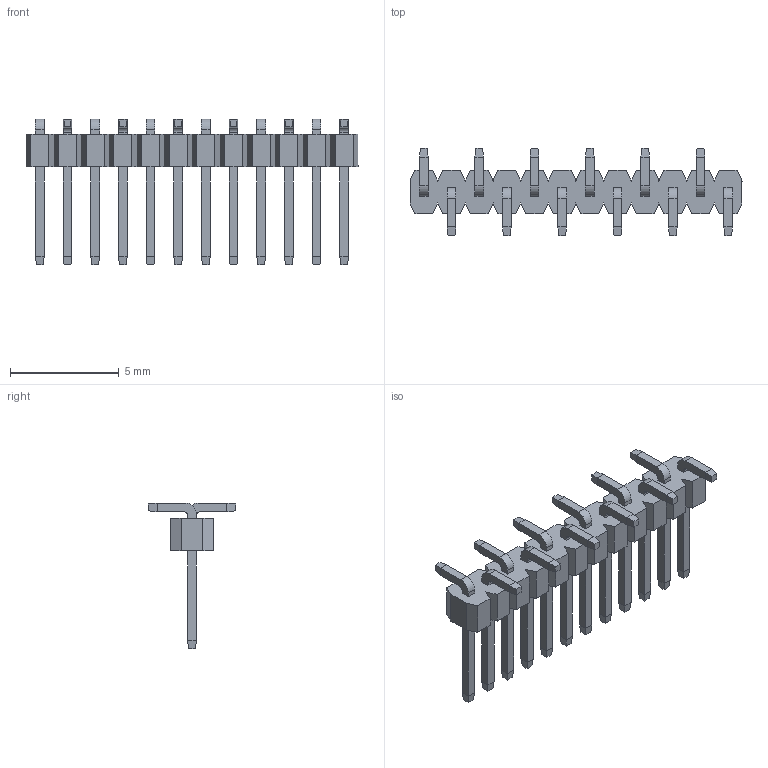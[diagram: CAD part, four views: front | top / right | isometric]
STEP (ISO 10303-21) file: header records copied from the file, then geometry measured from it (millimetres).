
FILE_DESCRIPTION (( 'STEP AP214' ), '1' );
FILE_NAME ('FPH12737-S12S1014130305M-REF .STEP', '2025-11-28T01:48:10', ( '' ), ( '' ), 'SwSTEP 2.0', 'SolidWorks 2021', '' );
FILE_SCHEMA (( 'AUTOMOTIVE_DESIGN' ));
Length unit declared in the file: millimetre
Products named in the file (1): FPH12737-S12S1014130305M-REF 
Bounding box: 15.24 x 4 x 6.7 mm (x, y, z)
Volume: 54.6 mm3; surface area: 256.4 mm2
Topology: 1 solids, 1 shells, 340 faces, 846 edges, 532 vertices
Faces by surface type: plane 316, cylinder 24
Entity records: 9844 total; most frequent: CARTESIAN_POINT 1719, ORIENTED_EDGE 1692, DIRECTION 1576, EDGE_CURVE 846, VECTOR 798, LINE 798, VERTEX_POINT 532, AXIS2_PLACEMENT_3D 389
